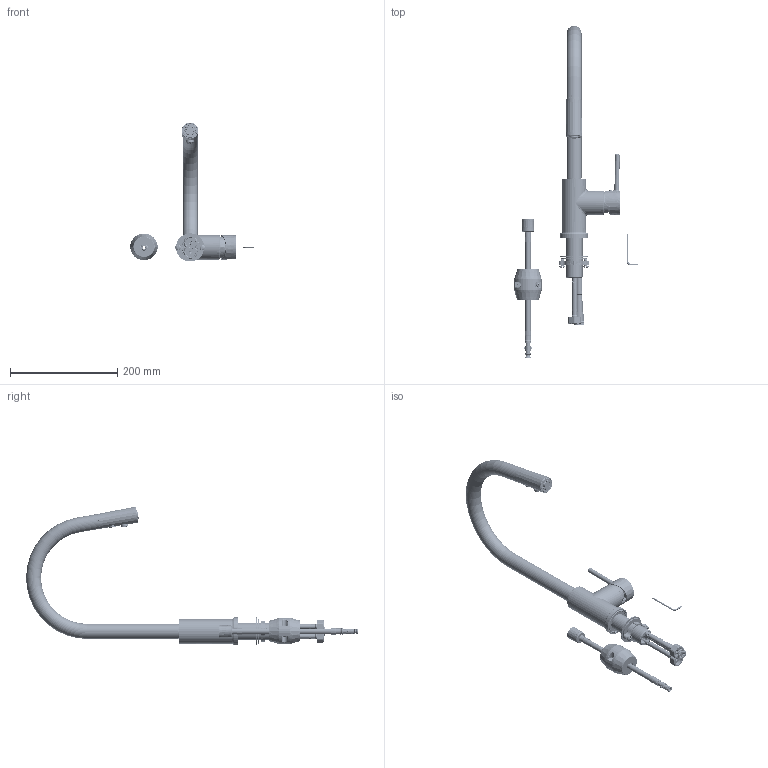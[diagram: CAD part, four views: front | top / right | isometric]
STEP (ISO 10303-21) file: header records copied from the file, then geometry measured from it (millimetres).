
FILE_DESCRIPTION((''),'2;1');
FILE_NAME('T60719AG-01-CDMPE','2021-08-15T',('g1001794'),(''),'PRO/ENGINEER BY PARAMETRIC TECHNOLOGY CORPORATION, 2011490','PRO/ENGINEER BY PARAMETRIC TECHNOLOGY CORPORATION, 2011490','');
FILE_SCHEMA(('CONFIG_CONTROL_DESIGN'));
Length unit declared in the file: millimetre
Products named in the file (53): CTYZ0023; CTDN0064; CTRR0074; ATBA0161; CTKL0007; CTCP0366; CTHZ0281; CTST0117; CTCP0072; CTCP0495; CTML0002; CTRR0166_AF0; CTKP0163; CTKP0162; CTPT0048; CTCP0557; CTQQ0031; CTWP0272; ATBE0323-1_AF0; ATBE0323-2; ATBE0323-3; ATBE0323-4; ATBE0323-5_AF0; ATBE0323-7; ATBE0323-6; ATBE0323-9; ATBE0323-10; ATBE0323; ATBP0379; CTNT0027; CTPL0003; CTRR0001; CTWR0115; CTWT0053; CTNL0004; CTST0101; CTCP0494; ATBP0437-1; ATBP0437-3; ATBP0437-5 ...
Assembly tree (59 placements, depth 3):
  T60719AG-01-CDMPE
    CTYZ0023
    CTDN0064
    CTRR0074
    ATBA0161
    CTKL0007
    CTCP0366
    CTHZ0281
    CTST0117
    CTCP0072
    CTCP0495
    CTML0002
    CTRR0166_AF0
    CTKP0163
    CTKP0162  x2
    CTPT0048
    CTCP0557
    CTQQ0031
    CTWP0272
    ATBE0323
      ATBE0323-1_AF0
      ATBE0323-2
      ATBE0323-3
      ATBE0323-4
      ATBE0323-5_AF0
      ATBE0323-7
      ATBE0323-6
      ATBE0323-9
      ATBE0323-10
    ATBP0379
    CTNT0027
    CTPL0003
    CTRR0001
    CTWR0115
    CTWT0053
    CTNL0004
    CTST0101  x2
    CTCP0494
    ATBP0437
      ATBP0437-1
      ATBP0437-3
      ATBP0437-5  x2
      CTNT0024
      ATBP0437-4
      ATBP0437-6
      ATBP0437-7  x2
      CTCP0485
    ATBQ0618
      ATBQ0618-01  x2
      ATBQ0618-02  x2
    ATBP1026  x2
    CCQT0002
    CTRP0102
Bounding box: 230.73 x 619.11 x 259.21 mm (x, y, z)
Volume: 417503.4 mm3; surface area: 332641.4 mm2
Topology: 64 solids, 64 shells, 4432 faces, 11416 edges, 7143 vertices
Faces by surface type: cylinder 1395, plane 1355, cone 580, torus 500, bspline 462, sphere 132, extrusion 8
Entity records: 167491 total; most frequent: CARTESIAN_POINT 69722, ORIENTED_EDGE 20764, DIRECTION 20284, EDGE_CURVE 10382, AXIS2_PLACEMENT_3D 8336, VERTEX_POINT 6557, CIRCLE 4613, EDGE_LOOP 4401
